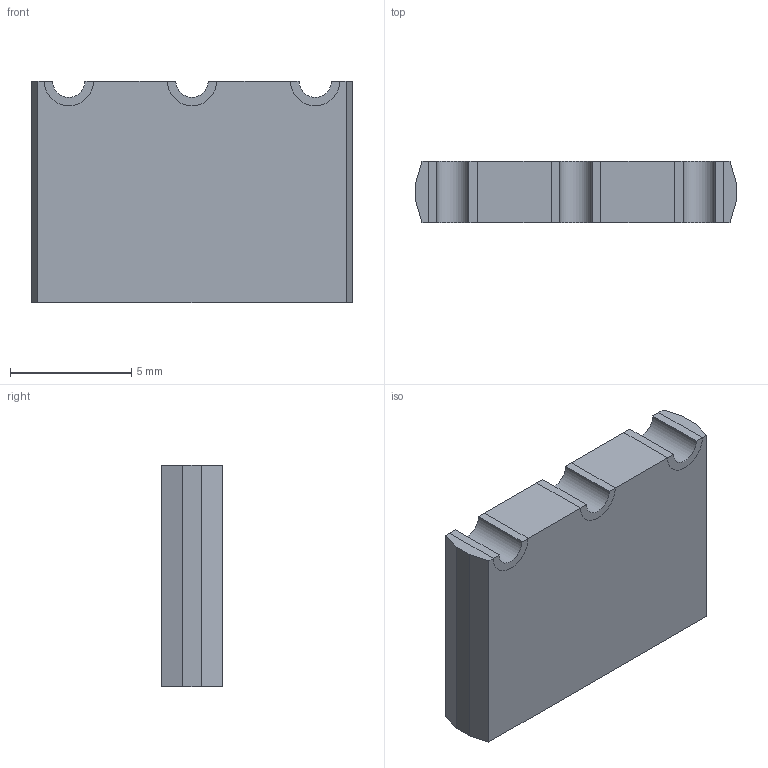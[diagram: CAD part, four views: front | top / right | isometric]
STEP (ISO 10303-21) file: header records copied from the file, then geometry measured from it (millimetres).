
FILE_DESCRIPTION (( 'STEP AP214' ), '1' );
FILE_NAME ('ANT-403-USP.STEP', '2020-11-11T10:56:44', ( '' ), ( '' ), 'SwSTEP 2.0', 'SolidWorks 2017', '' );
FILE_SCHEMA (( 'AUTOMOTIVE_DESIGN' ));
Length unit declared in the file: millimetre
Products named in the file (2): ANT-403-USP
Assembly tree (1 placements, depth 2):
  ANT-403-USP
    ANT-403-USP
Bounding box: 13.21 x 2.54 x 9.14 mm (x, y, z)
Volume: 297.3 mm3; surface area: 396.5 mm2
Topology: 4 solids, 4 shells, 34 faces, 78 edges, 52 vertices
Faces by surface type: plane 25, cylinder 9
Entity records: 1053 total; most frequent: DIRECTION 172, CARTESIAN_POINT 168, ORIENTED_EDGE 156, EDGE_CURVE 78, VECTOR 60, LINE 60, AXIS2_PLACEMENT_3D 56, VERTEX_POINT 52
